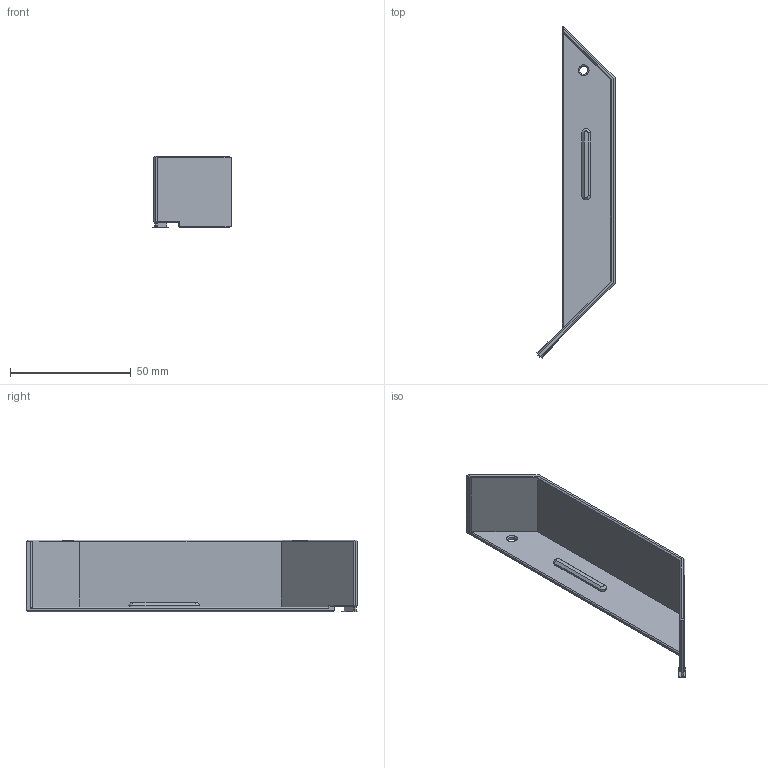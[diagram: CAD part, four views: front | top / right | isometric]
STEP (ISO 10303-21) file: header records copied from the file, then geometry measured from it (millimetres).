
FILE_DESCRIPTION(/* description */ (''),/* implementation_level */ '2;1');
FILE_NAME(/* name */ 'Door Puller Front Cover.step',/* time_stamp */ '2025-09-15T10:39:41-04:00',/* author */ (''),/* organization */ (''),/* preprocessor_version */ 'ST-DEVELOPER v20.1',/* originating_system */ 'Autodesk Translation Framework v14.17.0.0',/* authorisation */ '');
FILE_SCHEMA (('AUTOMOTIVE_DESIGN { 1 0 10303 214 3 1 1 }'));
Length unit declared in the file: millimetre
Products named in the file (1): Door Puller Front Cover
Bounding box: 32.41 x 137.59 x 29.8 mm (x, y, z)
Volume: 13435.4 mm3; surface area: 14019.1 mm2
Topology: 1 solids, 1 shells, 66 faces, 149 edges, 86 vertices
Faces by surface type: plane 59, cone 4, cylinder 3
Full cylindrical faces by diameter (mm): 3.4 x1
Entity records: 1800 total; most frequent: CARTESIAN_POINT 302, ORIENTED_EDGE 298, DIRECTION 293, EDGE_CURVE 149, LINE 139, VECTOR 139, VERTEX_POINT 86, AXIS2_PLACEMENT_3D 77
